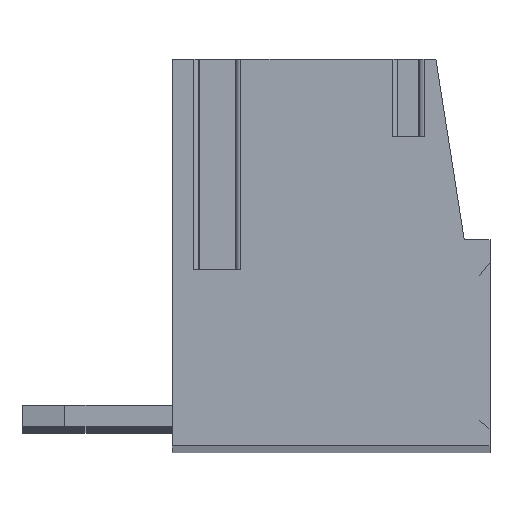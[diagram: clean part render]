
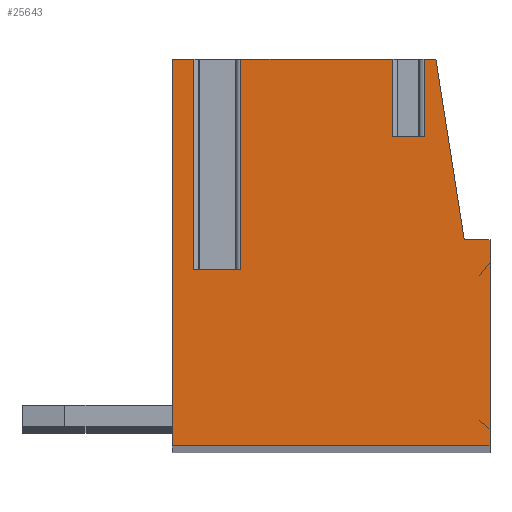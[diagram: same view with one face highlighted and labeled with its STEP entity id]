
A CAD part, top view. The second image highlights one B-rep face of the part: STEP entity #25643.
In plain terms, the highlighted planar face has unit normal (0, 0, 1).
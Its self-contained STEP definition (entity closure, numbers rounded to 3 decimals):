
#8325=DIRECTION('',(0.,1.,0.));
#8326=VECTOR('',#8325,1.8);
#8327=CARTESIAN_POINT('',(1.436,2.4,1.905));
#8328=LINE('',#8327,#8326);
#8329=DIRECTION('',(0.,1.,0.));
#8330=VECTOR('',#8329,1.8);
#8331=CARTESIAN_POINT('',(2.164,2.4,1.905));
#8332=LINE('',#8331,#8330);
#8333=DIRECTION('',(-1.,0.,0.));
#8334=VECTOR('',#8333,0.276);
#8335=CARTESIAN_POINT('',(2.44,4.2,1.905));
#8336=LINE('',#8335,#8334);
#8337=DIRECTION('',(-0.155,0.988,0.));
#8338=VECTOR('',#8337,4.252);
#8339=CARTESIAN_POINT('',(3.1,0.,1.905));
#8340=LINE('',#8339,#8338);
#8341=DIRECTION('',(-1.,0.,0.));
#8342=VECTOR('',#8341,0.6);
#8343=CARTESIAN_POINT('',(3.7,0.,1.905));
#8344=LINE('',#8343,#8342);
#8345=DIRECTION('',(0.,1.,0.));
#8346=VECTOR('',#8345,4.8);
#8347=CARTESIAN_POINT('',(3.7,-4.8,1.905));
#8348=LINE('',#8347,#8346);
#8349=DIRECTION('',(1.,0.,0.));
#8350=VECTOR('',#8349,7.4);
#8351=CARTESIAN_POINT('',(-3.7,-4.8,1.905));
#8352=LINE('',#8351,#8350);
#8353=DIRECTION('',(0.,-1.,0.));
#8354=VECTOR('',#8353,9.);
#8355=CARTESIAN_POINT('',(-3.7,4.2,1.905));
#8356=LINE('',#8355,#8354);
#8357=DIRECTION('',(-1.,0.,0.));
#8358=VECTOR('',#8357,0.504);
#8359=CARTESIAN_POINT('',(-3.196,4.2,1.905));
#8360=LINE('',#8359,#8358);
#8361=DIRECTION('',(0.,1.,0.));
#8362=VECTOR('',#8361,4.9);
#8363=CARTESIAN_POINT('',(-3.196,-0.7,1.905));
#8364=LINE('',#8363,#8362);
#8365=DIRECTION('',(-1.,0.,0.));
#8366=VECTOR('',#8365,1.093);
#8367=CARTESIAN_POINT('',(-2.104,-0.7,1.905));
#8368=LINE('',#8367,#8366);
#8369=DIRECTION('',(0.,1.,0.));
#8370=VECTOR('',#8369,4.9);
#8371=CARTESIAN_POINT('',(-2.104,-0.7,1.905));
#8372=LINE('',#8371,#8370);
#8373=DIRECTION('',(-1.,0.,0.));
#8374=VECTOR('',#8373,3.54);
#8375=CARTESIAN_POINT('',(1.436,4.2,1.905));
#8376=LINE('',#8375,#8374);
#8386=DIRECTION('',(1.,0.,0.));
#8387=VECTOR('',#8386,0.728);
#8388=CARTESIAN_POINT('',(1.436,2.4,1.905));
#8389=LINE('',#8388,#8387);
#10545=CARTESIAN_POINT('',(3.7,0.,1.905));
#10546=CARTESIAN_POINT('',(3.1,0.,1.905));
#10547=VERTEX_POINT('',#10545);
#10548=VERTEX_POINT('',#10546);
#10549=CARTESIAN_POINT('',(2.44,4.2,1.905));
#10550=VERTEX_POINT('',#10549);
#10551=CARTESIAN_POINT('',(-3.7,4.2,1.905));
#10552=CARTESIAN_POINT('',(-3.7,-4.8,1.905));
#10553=VERTEX_POINT('',#10551);
#10554=VERTEX_POINT('',#10552);
#10555=CARTESIAN_POINT('',(3.7,-4.8,1.905));
#10556=VERTEX_POINT('',#10555);
#10589=CARTESIAN_POINT('',(-2.104,-0.7,1.905));
#10590=CARTESIAN_POINT('',(-3.196,-0.7,1.905));
#10591=VERTEX_POINT('',#10589);
#10592=VERTEX_POINT('',#10590);
#10593=CARTESIAN_POINT('',(-3.196,4.2,1.905));
#10594=VERTEX_POINT('',#10593);
#10595=CARTESIAN_POINT('',(-2.104,4.2,1.905));
#10596=VERTEX_POINT('',#10595);
#10601=CARTESIAN_POINT('',(1.436,4.2,1.905));
#10602=VERTEX_POINT('',#10601);
#10604=CARTESIAN_POINT('',(2.164,4.2,1.905));
#10606=VERTEX_POINT('',#10604);
#10669=CARTESIAN_POINT('',(1.436,2.4,1.905));
#10670=VERTEX_POINT('',#10669);
#10672=CARTESIAN_POINT('',(2.164,2.4,1.905));
#10674=VERTEX_POINT('',#10672);
#25612=CARTESIAN_POINT('',(0.,0.,1.905));
#25613=DIRECTION('',(0.,0.,1.));
#25614=DIRECTION('',(1.,0.,0.));
#25615=AXIS2_PLACEMENT_3D('',#25612,#25613,#25614);
#25616=PLANE('',#25615);
#25618=ORIENTED_EDGE('',*,*,#25617,.F.);
#25620=ORIENTED_EDGE('',*,*,#25619,.T.);
#25622=ORIENTED_EDGE('',*,*,#25621,.T.);
#25623=ORIENTED_EDGE('',*,*,#13754,.F.);
#25625=ORIENTED_EDGE('',*,*,#25624,.F.);
#25627=ORIENTED_EDGE('',*,*,#25626,.F.);
#25629=ORIENTED_EDGE('',*,*,#25628,.F.);
#25631=ORIENTED_EDGE('',*,*,#25630,.F.);
#25632=ORIENTED_EDGE('',*,*,#21597,.F.);
#25633=ORIENTED_EDGE('',*,*,#13778,.F.);
#25635=ORIENTED_EDGE('',*,*,#25634,.F.);
#25637=ORIENTED_EDGE('',*,*,#25636,.F.);
#25639=ORIENTED_EDGE('',*,*,#25638,.T.);
#25640=ORIENTED_EDGE('',*,*,#13766,.F.);
#25641=EDGE_LOOP('',(#25618,#25620,#25622,#25623,#25625,#25627,#25629,#25631,
#25632,#25633,#25635,#25637,#25639,#25640));
#25642=FACE_OUTER_BOUND('',#25641,.F.);
#13754=EDGE_CURVE('',#10550,#10606,#8336,.T.);
#13766=EDGE_CURVE('',#10602,#10596,#8376,.T.);
#13778=EDGE_CURVE('',#10594,#10553,#8360,.T.);
#21597=EDGE_CURVE('',#10553,#10554,#8356,.T.);
#25617=EDGE_CURVE('',#10670,#10602,#8328,.T.);
#25619=EDGE_CURVE('',#10670,#10674,#8389,.T.);
#25621=EDGE_CURVE('',#10674,#10606,#8332,.T.);
#25624=EDGE_CURVE('',#10548,#10550,#8340,.T.);
#25626=EDGE_CURVE('',#10547,#10548,#8344,.T.);
#25628=EDGE_CURVE('',#10556,#10547,#8348,.T.);
#25630=EDGE_CURVE('',#10554,#10556,#8352,.T.);
#25634=EDGE_CURVE('',#10592,#10594,#8364,.T.);
#25636=EDGE_CURVE('',#10591,#10592,#8368,.T.);
#25638=EDGE_CURVE('',#10591,#10596,#8372,.T.);
#25643=ADVANCED_FACE('',(#25642),#25616,.T.);
